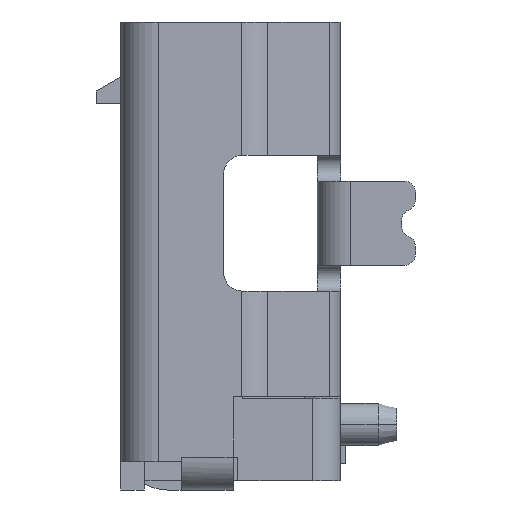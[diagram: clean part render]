
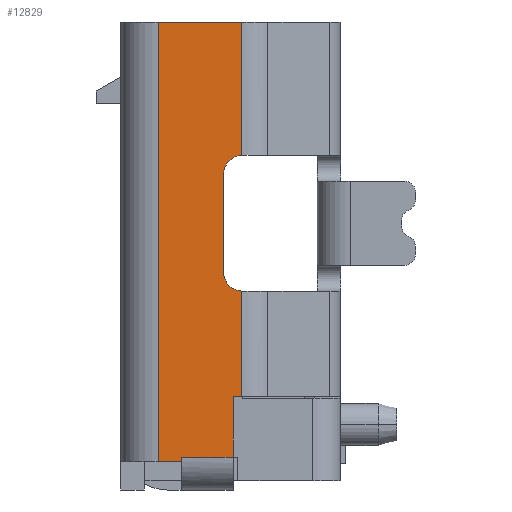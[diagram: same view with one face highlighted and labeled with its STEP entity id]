
A CAD part, left-side view. The second image highlights one B-rep face of the part: STEP entity #12829.
In plain terms, the highlighted planar face has unit normal (-1, 0, 0).
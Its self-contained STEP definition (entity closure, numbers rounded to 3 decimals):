
#3566=DIRECTION('',(0.,0.,-1.));
#3567=VECTOR('',#3566,0.05);
#3568=CARTESIAN_POINT('',(-0.27,1.7,-3.85));
#3569=LINE('',#3568,#3567);
#3570=DIRECTION('',(0.,1.,0.));
#3571=VECTOR('',#3570,0.25);
#3572=CARTESIAN_POINT('',(-0.27,1.7,-3.9));
#3573=LINE('',#3572,#3571);
#3574=DIRECTION('',(0.,-1.,0.));
#3575=VECTOR('',#3574,0.888);
#3576=CARTESIAN_POINT('',(-0.27,1.95,0.8));
#3577=LINE('',#3576,#3575);
#3578=CARTESIAN_POINT('',(-0.27,1.05,-0.825));
#3579=DIRECTION('',(-1.,0.,0.));
#3580=DIRECTION('',(0.,0.061,0.998));
#3581=AXIS2_PLACEMENT_3D('',#3578,#3579,#3580);
#3583=DIRECTION('',(0.,0.,-1.));
#3584=VECTOR('',#3583,1.05);
#3585=CARTESIAN_POINT('',(-0.27,1.25,-0.825));
#3586=LINE('',#3585,#3584);
#3587=CARTESIAN_POINT('',(-0.27,1.05,-1.875));
#3588=DIRECTION('',(-1.,0.,0.));
#3589=DIRECTION('',(0.,1.,0.));
#3590=AXIS2_PLACEMENT_3D('',#3587,#3588,#3589);
#3592=DIRECTION('',(0.,1.,0.));
#3593=VECTOR('',#3592,0.088);
#3594=CARTESIAN_POINT('',(-0.27,1.062,-3.2));
#3595=LINE('',#3594,#3593);
#3596=DIRECTION('',(0.,0.,-1.));
#3597=VECTOR('',#3596,0.65);
#3598=CARTESIAN_POINT('',(-0.27,1.15,-3.2));
#3599=LINE('',#3598,#3597);
#3604=DIRECTION('',(0.,-1.,0.));
#3605=VECTOR('',#3604,0.55);
#3606=CARTESIAN_POINT('',(-0.27,1.7,-3.85));
#3607=LINE('',#3606,#3605);
#3736=DIRECTION('',(0.,0.,1.));
#3737=VECTOR('',#3736,1.125);
#3738=CARTESIAN_POINT('',(-0.27,1.062,-3.2));
#3739=LINE('',#3738,#3737);
#3802=DIRECTION('',(0.,0.,1.));
#3803=VECTOR('',#3802,1.425);
#3804=CARTESIAN_POINT('',(-0.27,1.062,-0.625));
#3805=LINE('',#3804,#3803);
#4188=DIRECTION('',(0.,0.,-1.));
#4189=VECTOR('',#4188,4.7);
#4190=CARTESIAN_POINT('',(-0.27,1.95,0.8));
#4191=LINE('',#4190,#4189);
#6869=CARTESIAN_POINT('',(-0.27,1.25,-1.875));
#6870=VERTEX_POINT('',#6869);
#6871=CARTESIAN_POINT('',(-0.27,1.062,-2.075));
#6872=VERTEX_POINT('',#6871);
#6875=CARTESIAN_POINT('',(-0.27,1.062,-3.2));
#6876=VERTEX_POINT('',#6875);
#6879=CARTESIAN_POINT('',(-0.27,1.15,-3.2));
#6880=VERTEX_POINT('',#6879);
#6907=CARTESIAN_POINT('',(-0.27,1.062,0.8));
#6908=VERTEX_POINT('',#6907);
#6909=CARTESIAN_POINT('',(-0.27,1.95,0.8));
#6910=VERTEX_POINT('',#6909);
#7180=CARTESIAN_POINT('',(-0.27,1.15,-3.85));
#7182=VERTEX_POINT('',#7180);
#7191=CARTESIAN_POINT('',(-0.27,1.7,-3.85));
#7192=VERTEX_POINT('',#7191);
#7193=CARTESIAN_POINT('',(-0.27,1.7,-3.9));
#7194=VERTEX_POINT('',#7193);
#7195=CARTESIAN_POINT('',(-0.27,1.95,-3.9));
#7196=VERTEX_POINT('',#7195);
#7207=CARTESIAN_POINT('',(-0.27,1.25,-0.825));
#7208=VERTEX_POINT('',#7207);
#7209=CARTESIAN_POINT('',(-0.27,1.062,-0.625));
#7210=VERTEX_POINT('',#7209);
#12801=CARTESIAN_POINT('',(-0.27,1.506,-1.55));
#12802=DIRECTION('',(1.,0.,0.));
#12803=DIRECTION('',(0.,-1.,0.));
#12804=AXIS2_PLACEMENT_3D('',#12801,#12802,#12803);
#12805=PLANE('',#12804);
#12807=ORIENTED_EDGE('',*,*,#12806,.F.);
#12808=ORIENTED_EDGE('',*,*,#12794,.T.);
#12809=ORIENTED_EDGE('',*,*,#12783,.T.);
#12811=ORIENTED_EDGE('',*,*,#12810,.F.);
#12812=ORIENTED_EDGE('',*,*,#12693,.T.);
#12814=ORIENTED_EDGE('',*,*,#12813,.F.);
#12816=ORIENTED_EDGE('',*,*,#12815,.T.);
#12818=ORIENTED_EDGE('',*,*,#12817,.T.);
#12820=ORIENTED_EDGE('',*,*,#12819,.T.);
#12822=ORIENTED_EDGE('',*,*,#12821,.F.);
#12824=ORIENTED_EDGE('',*,*,#12823,.T.);
#12826=ORIENTED_EDGE('',*,*,#12825,.T.);
#12827=EDGE_LOOP('',(#12807,#12808,#12809,#12811,#12812,#12814,#12816,#12818,
#12820,#12822,#12824,#12826));
#12828=FACE_OUTER_BOUND('',#12827,.F.);
#3582=CIRCLE('',#3581,0.2);
#3591=CIRCLE('',#3590,0.2);
#12693=EDGE_CURVE('',#6910,#6908,#3577,.T.);
#12783=EDGE_CURVE('',#7194,#7196,#3573,.T.);
#12794=EDGE_CURVE('',#7192,#7194,#3569,.T.);
#12806=EDGE_CURVE('',#7192,#7182,#3607,.T.);
#12810=EDGE_CURVE('',#6910,#7196,#4191,.T.);
#12813=EDGE_CURVE('',#7210,#6908,#3805,.T.);
#12815=EDGE_CURVE('',#7210,#7208,#3582,.T.);
#12817=EDGE_CURVE('',#7208,#6870,#3586,.T.);
#12819=EDGE_CURVE('',#6870,#6872,#3591,.T.);
#12821=EDGE_CURVE('',#6876,#6872,#3739,.T.);
#12823=EDGE_CURVE('',#6876,#6880,#3595,.T.);
#12825=EDGE_CURVE('',#6880,#7182,#3599,.T.);
#12829=ADVANCED_FACE('',(#12828),#12805,.F.);
